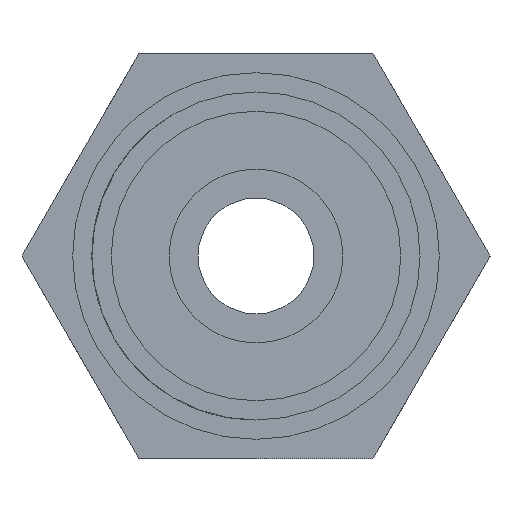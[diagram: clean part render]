
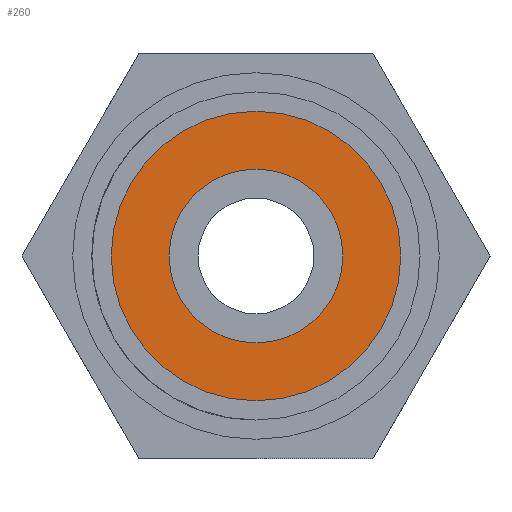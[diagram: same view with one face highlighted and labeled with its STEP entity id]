
A CAD part, left-side view. The second image highlights one B-rep face of the part: STEP entity #260.
In plain terms, the highlighted planar face has unit normal (-1, 0, 0).
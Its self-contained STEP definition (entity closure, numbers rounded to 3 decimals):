
#157 = EDGE_LOOP ( 'NONE', ( #4347, #3227 ) ) ;
#158 = CARTESIAN_POINT ( 'NONE',  ( 0., 0., 4.5 ) ) ;
#260 = ADVANCED_FACE ( 'NONE', ( #5797, #8492 ), #1173, .T. ) ;
#764 = CARTESIAN_POINT ( 'NONE',  ( 0., 0., 0. ) ) ;
#986 = AXIS2_PLACEMENT_3D ( 'NONE', #4300, #5533, #8363 ) ;
#1173 = PLANE ( 'NONE',  #6313 ) ;
#1845 = EDGE_CURVE ( 'NONE', #8324, #8296, #8230, .T. ) ;
#2264 = ORIENTED_EDGE ( 'NONE', *, *, #1845, .F. ) ;
#2699 = EDGE_CURVE ( 'NONE', #4344, #7047, #8075, .T. ) ;
#2845 = DIRECTION ( 'NONE',  ( 0., 0., 1. ) ) ;
#2860 = EDGE_LOOP ( 'NONE', ( #2264, #7240 ) ) ;
#3227 = ORIENTED_EDGE ( 'NONE', *, *, #2699, .T. ) ;
#3397 = AXIS2_PLACEMENT_3D ( 'NONE', #764, #8690, #4100 ) ;
#3430 = CARTESIAN_POINT ( 'NONE',  ( 0., 0., -4.5 ) ) ;
#3518 = EDGE_CURVE ( 'NONE', #8296, #8324, #8028, .T. ) ;
#4023 = DIRECTION ( 'NONE',  ( -1., 0., 0. ) ) ;
#4100 = DIRECTION ( 'NONE',  ( 0., 0., 1. ) ) ;
#4265 = AXIS2_PLACEMENT_3D ( 'NONE', #7702, #6248, #2845 ) ;
#4300 = CARTESIAN_POINT ( 'NONE',  ( 0., 0., 0. ) ) ;
#4344 = VERTEX_POINT ( 'NONE', #5602 ) ;
#4347 = ORIENTED_EDGE ( 'NONE', *, *, #7590, .T. ) ;
#4349 = DIRECTION ( 'NONE',  ( -1., 0., 0. ) ) ;
#4441 = CARTESIAN_POINT ( 'NONE',  ( 0., 0., 0. ) ) ;
#5533 = DIRECTION ( 'NONE',  ( -1., 0., 0. ) ) ;
#5602 = CARTESIAN_POINT ( 'NONE',  ( 0., 0., -7.5 ) ) ;
#5643 = CIRCLE ( 'NONE', #3397, 7.5 ) ;
#5761 = DIRECTION ( 'NONE',  ( 0., 0., 1. ) ) ;
#5797 = FACE_BOUND ( 'NONE', #2860, .T. ) ;
#5974 = AXIS2_PLACEMENT_3D ( 'NONE', #4441, #4349, #5761 ) ;
#6248 = DIRECTION ( 'NONE',  ( -1., 0., 0. ) ) ;
#6313 = AXIS2_PLACEMENT_3D ( 'NONE', #6335, #4023, #8048 ) ;
#6335 = CARTESIAN_POINT ( 'NONE',  ( 0., 0., 0. ) ) ;
#7047 = VERTEX_POINT ( 'NONE', #8143 ) ;
#7240 = ORIENTED_EDGE ( 'NONE', *, *, #3518, .F. ) ;
#7590 = EDGE_CURVE ( 'NONE', #7047, #4344, #5643, .T. ) ;
#7702 = CARTESIAN_POINT ( 'NONE',  ( 0., 0., 0. ) ) ;
#8028 = CIRCLE ( 'NONE', #986, 4.5 ) ;
#8048 = DIRECTION ( 'NONE',  ( 0., 0., 1. ) ) ;
#8075 = CIRCLE ( 'NONE', #4265, 7.5 ) ;
#8143 = CARTESIAN_POINT ( 'NONE',  ( 0., 0., 7.5 ) ) ;
#8230 = CIRCLE ( 'NONE', #5974, 4.5 ) ;
#8296 = VERTEX_POINT ( 'NONE', #3430 ) ;
#8324 = VERTEX_POINT ( 'NONE', #158 ) ;
#8363 = DIRECTION ( 'NONE',  ( 0., 0., 1. ) ) ;
#8492 = FACE_OUTER_BOUND ( 'NONE', #157, .T. ) ;
#8690 = DIRECTION ( 'NONE',  ( -1., 0., 0. ) ) ;
